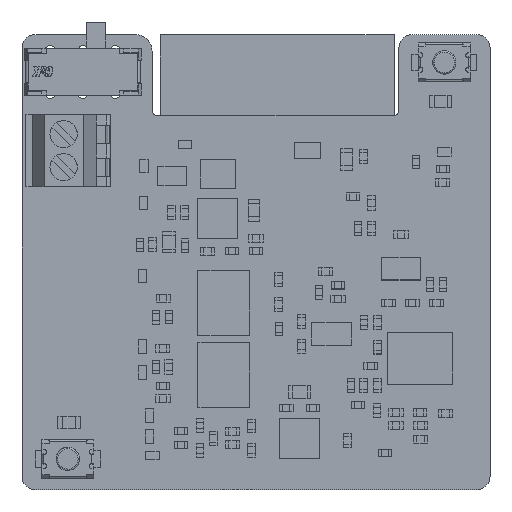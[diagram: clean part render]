
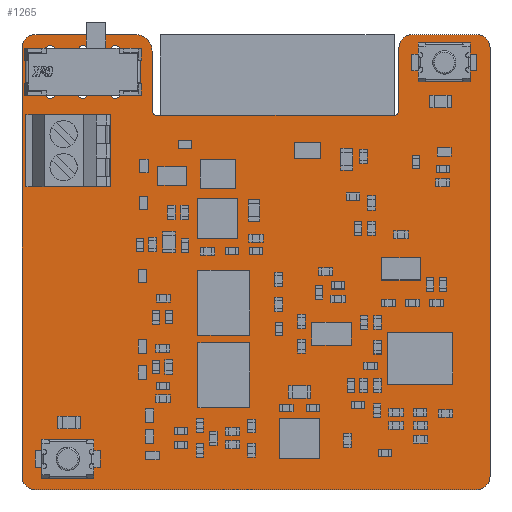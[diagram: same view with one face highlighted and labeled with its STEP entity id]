
A CAD part, top view. The second image highlights one B-rep face of the part: STEP entity #1265.
In plain terms, the highlighted planar face has unit normal (0, 0, 1).
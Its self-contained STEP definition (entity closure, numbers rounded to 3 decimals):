
#448 = VERTEX_POINT('',#449);
#449 = CARTESIAN_POINT('',(0.,1.,0.996));
#455 = EDGE_CURVE('',#448,#456,#458,.T.);
#456 = VERTEX_POINT('',#457);
#457 = CARTESIAN_POINT('',(1.,0.,0.996));
#458 = CIRCLE('',#459,1.);
#459 = AXIS2_PLACEMENT_3D('',#460,#461,#462);
#460 = CARTESIAN_POINT('',(1.,1.,0.996));
#461 = DIRECTION('',(0.,0.,1.));
#462 = DIRECTION('',(-1.,0.,0.));
#488 = EDGE_CURVE('',#456,#489,#491,.T.);
#489 = VERTEX_POINT('',#490);
#490 = CARTESIAN_POINT('',(35.,0.,0.996));
#491 = LINE('',#492,#493);
#492 = CARTESIAN_POINT('',(1.,0.,0.996));
#493 = VECTOR('',#494,1.);
#494 = DIRECTION('',(1.,0.,0.));
#519 = EDGE_CURVE('',#489,#520,#522,.T.);
#520 = VERTEX_POINT('',#521);
#521 = CARTESIAN_POINT('',(36.,1.,0.996));
#522 = CIRCLE('',#523,1.);
#523 = AXIS2_PLACEMENT_3D('',#524,#525,#526);
#524 = CARTESIAN_POINT('',(35.,1.,0.996));
#525 = DIRECTION('',(0.,0.,1.));
#526 = DIRECTION('',(0.,-1.,0.));
#552 = EDGE_CURVE('',#520,#553,#555,.T.);
#553 = VERTEX_POINT('',#554);
#554 = CARTESIAN_POINT('',(36.,34.,0.996));
#555 = LINE('',#556,#557);
#556 = CARTESIAN_POINT('',(36.,1.,0.996));
#557 = VECTOR('',#558,1.);
#558 = DIRECTION('',(0.,1.,0.));
#583 = EDGE_CURVE('',#553,#584,#586,.T.);
#584 = VERTEX_POINT('',#585);
#585 = CARTESIAN_POINT('',(35.,35.,0.996));
#586 = CIRCLE('',#587,1.);
#587 = AXIS2_PLACEMENT_3D('',#588,#589,#590);
#588 = CARTESIAN_POINT('',(35.,34.,0.996));
#589 = DIRECTION('',(0.,0.,1.));
#590 = DIRECTION('',(1.,0.,0.));
#616 = EDGE_CURVE('',#584,#617,#619,.T.);
#617 = VERTEX_POINT('',#618);
#618 = CARTESIAN_POINT('',(30.,35.,0.996));
#619 = LINE('',#620,#621);
#620 = CARTESIAN_POINT('',(35.,35.,0.996));
#621 = VECTOR('',#622,1.);
#622 = DIRECTION('',(-1.,0.,0.));
#647 = EDGE_CURVE('',#617,#648,#650,.T.);
#648 = VERTEX_POINT('',#649);
#649 = CARTESIAN_POINT('',(29.,34.,0.996));
#650 = CIRCLE('',#651,1.);
#651 = AXIS2_PLACEMENT_3D('',#652,#653,#654);
#652 = CARTESIAN_POINT('',(30.,34.,0.996));
#653 = DIRECTION('',(0.,0.,1.));
#654 = DIRECTION('',(0.,1.,0.));
#680 = EDGE_CURVE('',#648,#681,#683,.T.);
#681 = VERTEX_POINT('',#682);
#682 = CARTESIAN_POINT('',(29.,29.16,0.996));
#683 = LINE('',#684,#685);
#684 = CARTESIAN_POINT('',(29.,34.,0.996));
#685 = VECTOR('',#686,1.);
#686 = DIRECTION('',(0.,-1.,0.));
#711 = EDGE_CURVE('',#681,#712,#714,.T.);
#712 = VERTEX_POINT('',#713);
#713 = CARTESIAN_POINT('',(28.625,28.785,0.996));
#714 = CIRCLE('',#715,0.376);
#715 = AXIS2_PLACEMENT_3D('',#716,#717,#718);
#716 = CARTESIAN_POINT('',(28.624,29.161,0.996));
#717 = DIRECTION('',(0.,0.,-1.));
#718 = DIRECTION('',(1.,-0.002,0.));
#744 = EDGE_CURVE('',#712,#745,#747,.T.);
#745 = VERTEX_POINT('',#746);
#746 = CARTESIAN_POINT('',(10.375,28.785,0.996));
#747 = LINE('',#748,#749);
#748 = CARTESIAN_POINT('',(28.625,28.785,0.996));
#749 = VECTOR('',#750,1.);
#750 = DIRECTION('',(-1.,0.,0.));
#775 = EDGE_CURVE('',#745,#776,#778,.T.);
#776 = VERTEX_POINT('',#777);
#777 = CARTESIAN_POINT('',(10.,29.16,0.996));
#778 = CIRCLE('',#779,0.376);
#779 = AXIS2_PLACEMENT_3D('',#780,#781,#782);
#780 = CARTESIAN_POINT('',(10.376,29.161,0.996));
#781 = DIRECTION('',(0.,0.,-1.));
#782 = DIRECTION('',(-0.002,-1.,0.));
#808 = EDGE_CURVE('',#776,#809,#811,.T.);
#809 = VERTEX_POINT('',#810);
#810 = CARTESIAN_POINT('',(10.,33.73,0.996));
#811 = LINE('',#812,#813);
#812 = CARTESIAN_POINT('',(10.,29.16,0.996));
#813 = VECTOR('',#814,1.);
#814 = DIRECTION('',(0.,1.,0.));
#839 = EDGE_CURVE('',#809,#840,#842,.T.);
#840 = VERTEX_POINT('',#841);
#841 = CARTESIAN_POINT('',(8.73,35.,0.996));
#842 = CIRCLE('',#843,1.27);
#843 = AXIS2_PLACEMENT_3D('',#844,#845,#846);
#844 = CARTESIAN_POINT('',(8.73,33.73,0.996));
#845 = DIRECTION('',(0.,0.,1.));
#846 = DIRECTION('',(1.,0.,0.));
#872 = EDGE_CURVE('',#840,#873,#875,.T.);
#873 = VERTEX_POINT('',#874);
#874 = CARTESIAN_POINT('',(1.,35.,0.996));
#875 = LINE('',#876,#877);
#876 = CARTESIAN_POINT('',(8.73,35.,0.996));
#877 = VECTOR('',#878,1.);
#878 = DIRECTION('',(-1.,0.,0.));
#903 = EDGE_CURVE('',#873,#904,#906,.T.);
#904 = VERTEX_POINT('',#905);
#905 = CARTESIAN_POINT('',(0.,34.,0.996));
#906 = CIRCLE('',#907,1.);
#907 = AXIS2_PLACEMENT_3D('',#908,#909,#910);
#908 = CARTESIAN_POINT('',(1.,34.,0.996));
#909 = DIRECTION('',(0.,0.,1.));
#910 = DIRECTION('',(0.,1.,0.));
#936 = EDGE_CURVE('',#904,#448,#937,.T.);
#937 = LINE('',#938,#939);
#938 = CARTESIAN_POINT('',(0.,34.,0.996));
#939 = VECTOR('',#940,1.);
#940 = DIRECTION('',(0.,-1.,0.));
#960 = VERTEX_POINT('',#961);
#961 = CARTESIAN_POINT('',(4.1,27.32,0.996));
#967 = EDGE_CURVE('',#960,#960,#968,.T.);
#968 = CIRCLE('',#969,0.55);
#969 = AXIS2_PLACEMENT_3D('',#970,#971,#972);
#970 = CARTESIAN_POINT('',(3.55,27.32,0.996));
#971 = DIRECTION('',(0.,0.,1.));
#972 = DIRECTION('',(1.,0.,0.));
#993 = VERTEX_POINT('',#994);
#994 = CARTESIAN_POINT('',(4.1,24.78,0.996));
#1000 = EDGE_CURVE('',#993,#993,#1001,.T.);
#1001 = CIRCLE('',#1002,0.55);
#1002 = AXIS2_PLACEMENT_3D('',#1003,#1004,#1005);
#1003 = CARTESIAN_POINT('',(3.55,24.78,0.996));
#1004 = DIRECTION('',(0.,0.,1.));
#1005 = DIRECTION('',(1.,0.,0.));
#1026 = VERTEX_POINT('',#1027);
#1027 = CARTESIAN_POINT('',(2.556,33.775,0.996));
#1033 = EDGE_CURVE('',#1026,#1026,#1034,.T.);
#1034 = CIRCLE('',#1035,0.381);
#1035 = AXIS2_PLACEMENT_3D('',#1036,#1037,#1038);
#1036 = CARTESIAN_POINT('',(2.175,33.775,0.996));
#1037 = DIRECTION('',(0.,0.,1.));
#1038 = DIRECTION('',(1.,0.,0.));
#1059 = VERTEX_POINT('',#1060);
#1060 = CARTESIAN_POINT('',(2.556,30.475,0.996));
#1066 = EDGE_CURVE('',#1059,#1059,#1067,.T.);
#1067 = CIRCLE('',#1068,0.381);
#1068 = AXIS2_PLACEMENT_3D('',#1069,#1070,#1071);
#1069 = CARTESIAN_POINT('',(2.175,30.475,0.996));
#1070 = DIRECTION('',(0.,0.,1.));
#1071 = DIRECTION('',(1.,0.,0.));
#1092 = VERTEX_POINT('',#1093);
#1093 = CARTESIAN_POINT('',(5.056,30.475,0.996));
#1099 = EDGE_CURVE('',#1092,#1092,#1100,.T.);
#1100 = CIRCLE('',#1101,0.381);
#1101 = AXIS2_PLACEMENT_3D('',#1102,#1103,#1104);
#1102 = CARTESIAN_POINT('',(4.675,30.475,0.996));
#1103 = DIRECTION('',(0.,0.,1.));
#1104 = DIRECTION('',(1.,0.,0.));
#1125 = VERTEX_POINT('',#1126);
#1126 = CARTESIAN_POINT('',(7.556,30.475,0.996));
#1132 = EDGE_CURVE('',#1125,#1125,#1133,.T.);
#1133 = CIRCLE('',#1134,0.381);
#1134 = AXIS2_PLACEMENT_3D('',#1135,#1136,#1137);
#1135 = CARTESIAN_POINT('',(7.175,30.475,0.996));
#1136 = DIRECTION('',(0.,0.,1.));
#1137 = DIRECTION('',(1.,0.,0.));
#1158 = VERTEX_POINT('',#1159);
#1159 = CARTESIAN_POINT('',(5.05,33.775,0.996));
#1165 = EDGE_CURVE('',#1158,#1158,#1166,.T.);
#1166 = CIRCLE('',#1167,0.375);
#1167 = AXIS2_PLACEMENT_3D('',#1168,#1169,#1170);
#1168 = CARTESIAN_POINT('',(4.675,33.775,0.996));
#1169 = DIRECTION('',(0.,0.,1.));
#1170 = DIRECTION('',(1.,0.,0.));
#1191 = VERTEX_POINT('',#1192);
#1192 = CARTESIAN_POINT('',(7.55,33.775,0.996));
#1198 = EDGE_CURVE('',#1191,#1191,#1199,.T.);
#1199 = CIRCLE('',#1200,0.375);
#1200 = AXIS2_PLACEMENT_3D('',#1201,#1202,#1203);
#1201 = CARTESIAN_POINT('',(7.175,33.775,0.996));
#1202 = DIRECTION('',(0.,0.,1.));
#1203 = DIRECTION('',(1.,0.,0.));
#1265 = ADVANCED_FACE('',(#1266,#1284,#1287,#1290,#1293,#1296,#1299,
    #1302,#1305),#1308,.F.);
#1266 = FACE_BOUND('',#1267,.T.);
#1267 = EDGE_LOOP('',(#1268,#1269,#1270,#1271,#1272,#1273,#1274,#1275,
    #1276,#1277,#1278,#1279,#1280,#1281,#1282,#1283));
#1268 = ORIENTED_EDGE('',*,*,#455,.T.);
#1269 = ORIENTED_EDGE('',*,*,#488,.T.);
#1270 = ORIENTED_EDGE('',*,*,#519,.T.);
#1271 = ORIENTED_EDGE('',*,*,#552,.T.);
#1272 = ORIENTED_EDGE('',*,*,#583,.T.);
#1273 = ORIENTED_EDGE('',*,*,#616,.T.);
#1274 = ORIENTED_EDGE('',*,*,#647,.T.);
#1275 = ORIENTED_EDGE('',*,*,#680,.T.);
#1276 = ORIENTED_EDGE('',*,*,#711,.T.);
#1277 = ORIENTED_EDGE('',*,*,#744,.T.);
#1278 = ORIENTED_EDGE('',*,*,#775,.T.);
#1279 = ORIENTED_EDGE('',*,*,#808,.T.);
#1280 = ORIENTED_EDGE('',*,*,#839,.T.);
#1281 = ORIENTED_EDGE('',*,*,#872,.T.);
#1282 = ORIENTED_EDGE('',*,*,#903,.T.);
#1283 = ORIENTED_EDGE('',*,*,#936,.T.);
#1284 = FACE_BOUND('',#1285,.F.);
#1285 = EDGE_LOOP('',(#1286));
#1286 = ORIENTED_EDGE('',*,*,#967,.T.);
#1287 = FACE_BOUND('',#1288,.F.);
#1288 = EDGE_LOOP('',(#1289));
#1289 = ORIENTED_EDGE('',*,*,#1000,.T.);
#1290 = FACE_BOUND('',#1291,.F.);
#1291 = EDGE_LOOP('',(#1292));
#1292 = ORIENTED_EDGE('',*,*,#1033,.T.);
#1293 = FACE_BOUND('',#1294,.F.);
#1294 = EDGE_LOOP('',(#1295));
#1295 = ORIENTED_EDGE('',*,*,#1066,.T.);
#1296 = FACE_BOUND('',#1297,.F.);
#1297 = EDGE_LOOP('',(#1298));
#1298 = ORIENTED_EDGE('',*,*,#1099,.T.);
#1299 = FACE_BOUND('',#1300,.F.);
#1300 = EDGE_LOOP('',(#1301));
#1301 = ORIENTED_EDGE('',*,*,#1132,.T.);
#1302 = FACE_BOUND('',#1303,.F.);
#1303 = EDGE_LOOP('',(#1304));
#1304 = ORIENTED_EDGE('',*,*,#1165,.T.);
#1305 = FACE_BOUND('',#1306,.F.);
#1306 = EDGE_LOOP('',(#1307));
#1307 = ORIENTED_EDGE('',*,*,#1198,.T.);
#1308 = PLANE('',#1309);
#1309 = AXIS2_PLACEMENT_3D('',#1310,#1311,#1312);
#1310 = CARTESIAN_POINT('',(0.,1.,0.996));
#1311 = DIRECTION('',(0.,0.,-1.));
#1312 = DIRECTION('',(-1.,0.,0.));
